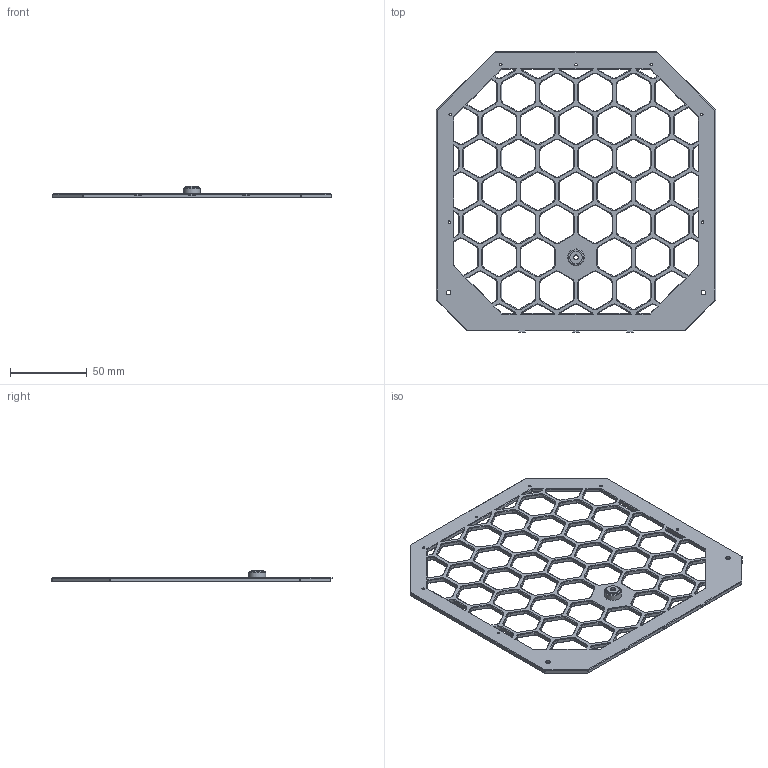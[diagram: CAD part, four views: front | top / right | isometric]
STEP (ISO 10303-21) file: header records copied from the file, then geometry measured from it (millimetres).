
FILE_DESCRIPTION(/* description */ (''),/* implementation_level */ '2;1');
FILE_NAME(/* name */ 'buffer-screen-a.step',/* time_stamp */ '2023-04-09T21:28:46-04:00',/* author */ (''),/* organization */ (''),/* preprocessor_version */ 'ST-DEVELOPER v19.2',/* originating_system */ 'Autodesk Translation Framework v12.4.0.73',/* authorisation */ '');
FILE_SCHEMA (('AUTOMOTIVE_DESIGN { 1 0 10303 214 3 1 1 }'));
Products named in the file (4): buffer-screen-a; M3 Threaded Insert; M3 Threaded Insert (1)^VORON Clockwork_X Carriage; Component1
Assembly tree (3 placements, depth 3):
  buffer-screen-a
    M3 Threaded Insert
      M3 Threaded Insert (1)^VORON Clockwork_X Carriage
    Component1
Bounding box: 182 x 182.8 x 7.8 mm (x, y, z)
Volume: 37687.3 mm3; surface area: 38145.2 mm2
Topology: 2 solids, 2 shells, 1993 faces, 4677 edges, 2703 vertices
Faces by surface type: plane 1040, cone 556, cylinder 319, bspline 78
Full cylindrical faces by diameter (mm): 1.6 x7, 2.9 x1, 3.4 x1, 3.6 x7, 4.2 x1, 4.25 x1, 4.6 x1, 4.7 x1, 8 x2, 10.996 x1
Entity records: 58147 total; most frequent: CARTESIAN_POINT 12258, DIRECTION 9669, ORIENTED_EDGE 9354, EDGE_CURVE 4677, AXIS2_PLACEMENT_3D 3234, LINE 3201, VECTOR 3201, VERTEX_POINT 2703
